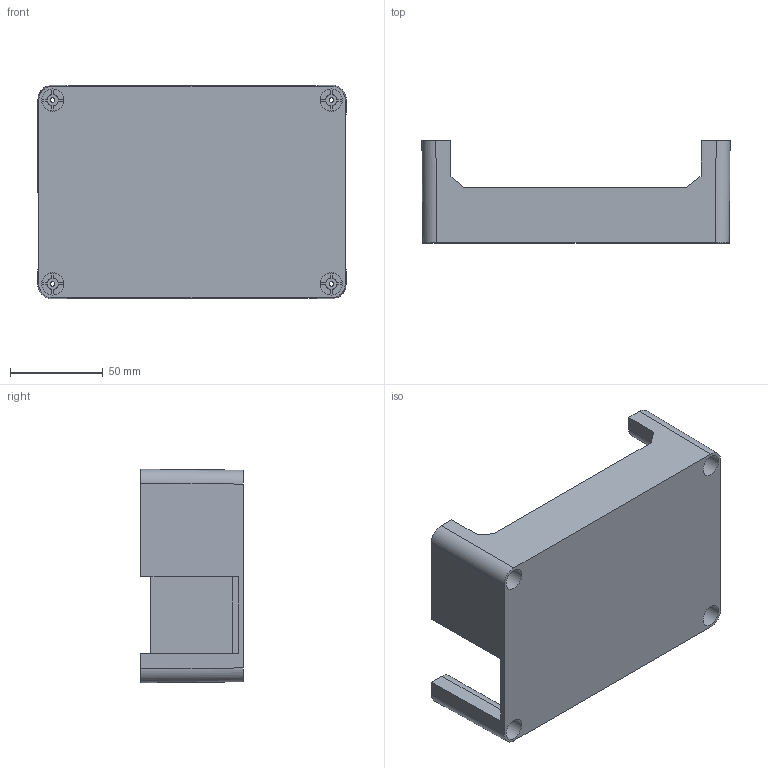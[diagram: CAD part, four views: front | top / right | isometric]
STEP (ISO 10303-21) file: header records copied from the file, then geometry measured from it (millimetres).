
FILE_DESCRIPTION (( 'STEP AP203' ), '1' );
FILE_NAME ('NFSW-1X2 PLASTIC BOX.STEP', '2024-11-04T14:53:00', ( 'cad' ), ( '' ), 'SwSTEP 2.0', 'SolidWorks 2017', '' );
FILE_SCHEMA (( 'CONFIG_CONTROL_DESIGN' ));
Length unit declared in the file: millimetre
Products named in the file (1): NFSW-1X2 PLASTIC BOX
Bounding box: 165.96 x 55 x 114.96 mm (x, y, z)
Volume: 98804.5 mm3; surface area: 84762.5 mm2
Topology: 1 solids, 1 shells, 130 faces, 374 edges, 250 vertices
Faces by surface type: plane 98, cylinder 28, cone 4
Full cylindrical faces by diameter (mm): 2.4 x4, 12 x4
Entity records: 4257 total; most frequent: CARTESIAN_POINT 759, ORIENTED_EDGE 720, DIRECTION 698, EDGE_CURVE 360, VECTOR 268, LINE 268, VERTEX_POINT 244, AXIS2_PLACEMENT_3D 215
